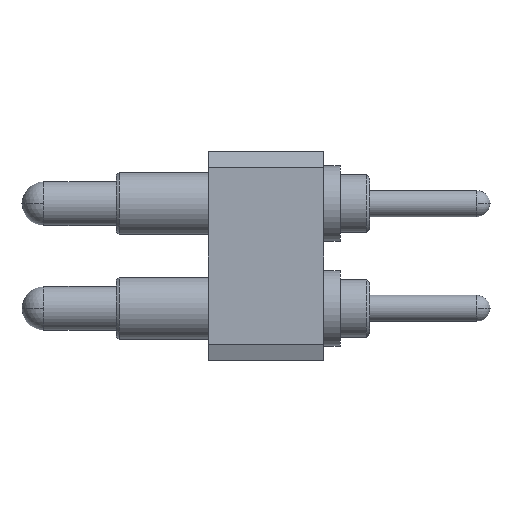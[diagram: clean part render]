
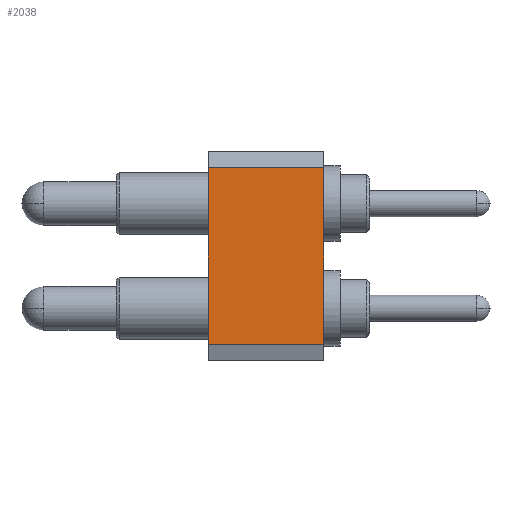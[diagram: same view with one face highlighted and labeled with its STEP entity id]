
A CAD part, left-side view. The second image highlights one B-rep face of the part: STEP entity #2038.
In plain terms, the highlighted planar face has unit normal (-1, 0, 0).
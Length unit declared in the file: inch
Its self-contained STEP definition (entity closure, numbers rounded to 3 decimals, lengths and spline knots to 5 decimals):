
#133 = ORIENTED_EDGE ( 'NONE', *, *, #3364, .T. ) ;
#305 = DIRECTION ( 'NONE',  ( 0., 0., 1. ) ) ;
#411 = VECTOR ( 'NONE', #305, 39.37008 ) ;
#532 = LINE ( 'NONE', #930, #411 ) ;
#543 = VECTOR ( 'NONE', #1416, 39.37008 ) ;
#623 = CARTESIAN_POINT ( 'NONE',  ( -0.01203, 0., -0.01575 ) ) ;
#637 = CARTESIAN_POINT ( 'NONE',  ( -0.01203, -0.11, -0.01575 ) ) ;
#771 = CARTESIAN_POINT ( 'NONE',  ( -0.01203, -0.11, -0.01575 ) ) ;
#775 = VERTEX_POINT ( 'NONE', #637 ) ;
#779 = VERTEX_POINT ( 'NONE', #623 ) ;
#825 = ORIENTED_EDGE ( 'NONE', *, *, #2901, .T. ) ;
#930 = CARTESIAN_POINT ( 'NONE',  ( -0.01203, -0.11, -0.18425 ) ) ;
#983 = CARTESIAN_POINT ( 'NONE',  ( -0.01203, -0.11, -0.18425 ) ) ;
#1012 = EDGE_CURVE ( 'NONE', #1319, #1383, #3735, .T. ) ;
#1033 = DIRECTION ( 'NONE',  ( 0., 0., 1. ) ) ;
#1319 = VERTEX_POINT ( 'NONE', #2101 ) ;
#1337 = ORIENTED_EDGE ( 'NONE', *, *, #2450, .F. ) ;
#1383 = VERTEX_POINT ( 'NONE', #3908 ) ;
#1416 = DIRECTION ( 'NONE',  ( 0., 1., 0. ) ) ;
#1485 = DIRECTION ( 'NONE',  ( 0., 0., 1. ) ) ;
#1643 = LINE ( 'NONE', #3787, #3810 ) ;
#2001 = DIRECTION ( 'NONE',  ( 0., 1., 0. ) ) ;
#2038 = ADVANCED_FACE ( 'NONE', ( #2394 ), #2374, .T. ) ;
#2101 = CARTESIAN_POINT ( 'NONE',  ( -0.01203, -0.11, -0.18425 ) ) ;
#2220 = ORIENTED_EDGE ( 'NONE', *, *, #1012, .F. ) ;
#2374 = PLANE ( 'NONE',  #3620 ) ;
#2394 = FACE_OUTER_BOUND ( 'NONE', #3535, .T. ) ;
#2450 = EDGE_CURVE ( 'NONE', #1383, #779, #1643, .T. ) ;
#2901 = EDGE_CURVE ( 'NONE', #1319, #775, #532, .T. ) ;
#3311 = CARTESIAN_POINT ( 'NONE',  ( -0.01203, -0.11, -0.18425 ) ) ;
#3364 = EDGE_CURVE ( 'NONE', #775, #779, #3528, .T. ) ;
#3442 = VECTOR ( 'NONE', #2001, 39.37008 ) ;
#3528 = LINE ( 'NONE', #771, #3442 ) ;
#3535 = EDGE_LOOP ( 'NONE', ( #1337, #2220, #825, #133 ) ) ;
#3588 = DIRECTION ( 'NONE',  ( -1., 0., 0. ) ) ;
#3620 = AXIS2_PLACEMENT_3D ( 'NONE', #3311, #3588, #1485 ) ;
#3735 = LINE ( 'NONE', #983, #543 ) ;
#3787 = CARTESIAN_POINT ( 'NONE',  ( -0.01203, 0., -0.18425 ) ) ;
#3810 = VECTOR ( 'NONE', #1033, 39.37008 ) ;
#3908 = CARTESIAN_POINT ( 'NONE',  ( -0.01203, 0., -0.18425 ) ) ;
